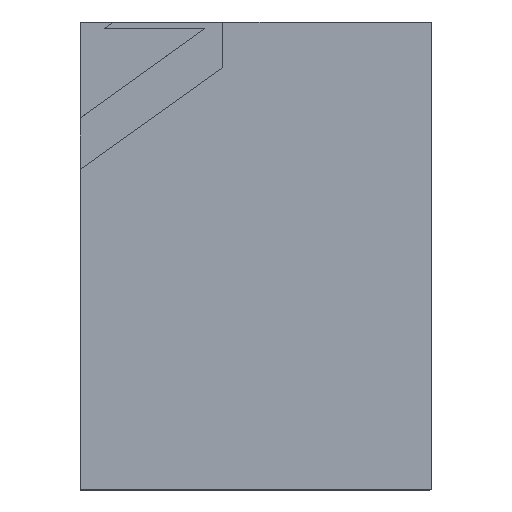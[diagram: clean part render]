
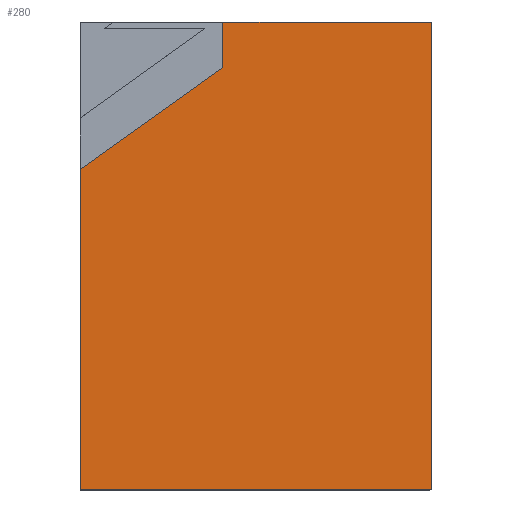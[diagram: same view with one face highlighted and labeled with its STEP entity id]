
A CAD part, top view. The second image highlights one B-rep face of the part: STEP entity #280.
In plain terms, the highlighted planar face has unit normal (0, 0, 1).
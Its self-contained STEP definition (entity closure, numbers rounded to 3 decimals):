
#15=PLANE('',#311);
#30=FACE_OUTER_BOUND('',#45,.T.);
#45=EDGE_LOOP('',(#204,#205,#206,#207,#208,#209,#210,#211));
#61=LINE('',#410,#98);
#62=LINE('',#412,#99);
#63=LINE('',#414,#100);
#64=LINE('',#416,#101);
#65=LINE('',#418,#102);
#66=LINE('',#420,#103);
#67=LINE('',#421,#104);
#98=VECTOR('',#337,10.);
#99=VECTOR('',#338,1.);
#100=VECTOR('',#339,1.);
#101=VECTOR('',#340,1.);
#102=VECTOR('',#341,1.);
#103=VECTOR('',#342,1.);
#104=VECTOR('',#343,10.);
#134=CIRCLE('',#310,1.);
#137=VERTEX_POINT('',#403);
#138=VERTEX_POINT('',#405);
#139=VERTEX_POINT('',#409);
#140=VERTEX_POINT('',#411);
#141=VERTEX_POINT('',#413);
#142=VERTEX_POINT('',#415);
#143=VERTEX_POINT('',#417);
#144=VERTEX_POINT('',#419);
#163=EDGE_CURVE('',#137,#138,#134,.T.);
#165=EDGE_CURVE('',#137,#139,#61,.T.);
#166=EDGE_CURVE('',#140,#139,#62,.T.);
#167=EDGE_CURVE('',#141,#140,#63,.T.);
#168=EDGE_CURVE('',#142,#141,#64,.T.);
#169=EDGE_CURVE('',#143,#142,#65,.T.);
#170=EDGE_CURVE('',#144,#143,#66,.T.);
#171=EDGE_CURVE('',#144,#138,#67,.T.);
#204=ORIENTED_EDGE('',*,*,#163,.F.);
#205=ORIENTED_EDGE('',*,*,#165,.T.);
#206=ORIENTED_EDGE('',*,*,#166,.F.);
#207=ORIENTED_EDGE('',*,*,#167,.F.);
#208=ORIENTED_EDGE('',*,*,#168,.F.);
#209=ORIENTED_EDGE('',*,*,#169,.F.);
#210=ORIENTED_EDGE('',*,*,#170,.F.);
#211=ORIENTED_EDGE('',*,*,#171,.T.);
#280=ADVANCED_FACE('',(#30),#15,.T.);
#310=AXIS2_PLACEMENT_3D('',#406,#332,#333);
#311=AXIS2_PLACEMENT_3D('',#408,#335,#336);
#332=DIRECTION('center_axis',(0.,0.,-1.));
#333=DIRECTION('ref_axis',(0.707,-0.707,0.));
#335=DIRECTION('center_axis',(0.,0.,1.));
#336=DIRECTION('ref_axis',(1.,0.,0.));
#337=DIRECTION('',(0.,1.,0.));
#338=DIRECTION('',(1.,0.,0.));
#339=DIRECTION('',(0.,1.,0.));
#340=DIRECTION('',(0.814,0.581,0.));
#341=DIRECTION('',(0.814,-0.58,0.));
#342=DIRECTION('',(0.,1.,0.));
#343=DIRECTION('',(1.,0.,0.));
#403=CARTESIAN_POINT('',(185.753,-244.252,3.));
#405=CARTESIAN_POINT('',(184.753,-245.252,3.));
#406=CARTESIAN_POINT('Origin',(184.753,-244.252,3.));
#408=CARTESIAN_POINT('Origin',(138.83,-146.43,3.));
#409=CARTESIAN_POINT('',(185.753,1.748,3.));
#410=CARTESIAN_POINT('',(185.753,-184.834,3.));
#411=CARTESIAN_POINT('',(75.503,1.748,3.));
#412=CARTESIAN_POINT('',(75.503,1.748,3.));
#413=CARTESIAN_POINT('',(75.503,-22.364,3.));
#414=CARTESIAN_POINT('',(75.503,-22.364,3.));
#415=CARTESIAN_POINT('',(0.318,-75.997,3.));
#416=CARTESIAN_POINT('',(0.318,-75.997,3.));
#417=CARTESIAN_POINT('',(0.253,-75.951,3.));
#418=CARTESIAN_POINT('',(0.253,-75.951,3.));
#419=CARTESIAN_POINT('',(0.253,-245.252,3.));
#420=CARTESIAN_POINT('',(0.253,-256.25,3.));
#421=CARTESIAN_POINT('',(69.542,-245.252,3.));
